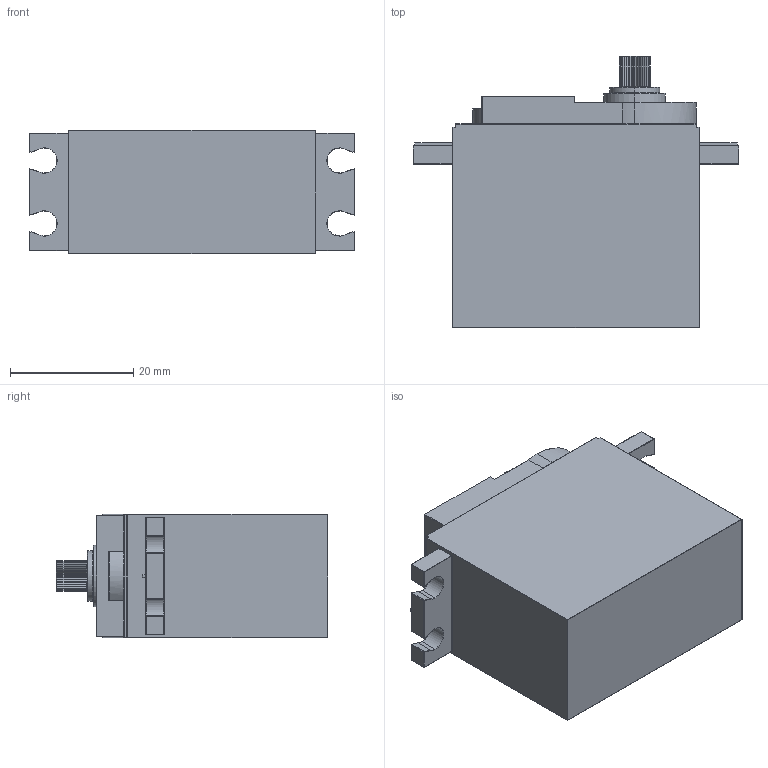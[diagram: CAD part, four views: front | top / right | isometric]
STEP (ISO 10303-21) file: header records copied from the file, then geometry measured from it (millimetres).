
FILE_DESCRIPTION(('CATIA V5 STEP Exchange'),'2;1');
FILE_NAME('MG-996R.stp','2023-11-01T16:41:12+00:00',('none'),('none'),'CATIA Version 5-6 Release 2017','CATIA V5 STEP AP203','none');
FILE_SCHEMA(('CONFIG_CONTROL_DESIGN'));
Length unit declared in the file: millimetre
Products named in the file (1): MG-996R
Bounding box: 52.8 x 44 x 20 mm (x, y, z)
Volume: 29754.1 mm3; surface area: 6796.7 mm2
Topology: 2 solids, 2 shells, 874 faces, 2207 edges, 1339 vertices
Faces by surface type: plane 416, bspline 168, cylinder 163, torus 91, sphere 32, cone 4
Entity records: 30409 total; most frequent: CARTESIAN_POINT 12485, ORIENTED_EDGE 4346, DIRECTION 2510, EDGE_CURVE 2173, VERTEX_POINT 1339, VECTOR 1150, LINE 1150, EDGE_LOOP 910
